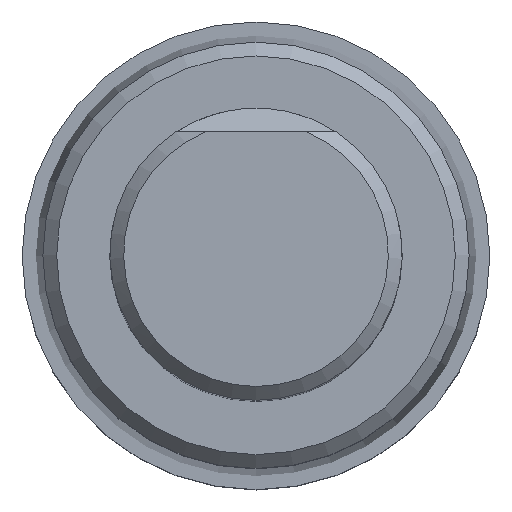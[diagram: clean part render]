
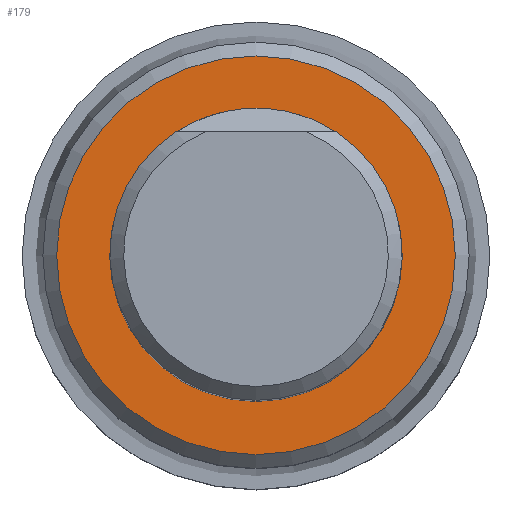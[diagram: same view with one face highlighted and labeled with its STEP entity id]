
A CAD part, top view. The second image highlights one B-rep face of the part: STEP entity #179.
In plain terms, the highlighted planar face has unit normal (0, 0, 1).
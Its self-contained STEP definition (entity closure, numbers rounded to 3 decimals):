
#124=PLANE('',#458);
#179=ADVANCED_FACE('',(#218,#219),#124,.T.);
#218=FACE_BOUND('',#251,.T.);
#219=FACE_BOUND('',#252,.T.);
#251=EDGE_LOOP('',(#304));
#252=EDGE_LOOP('',(#305));
#304=ORIENTED_EDGE('',*,*,#390,.T.);
#305=ORIENTED_EDGE('',*,*,#403,.F.);
#360=VERTEX_POINT('',#610);
#373=VERTEX_POINT('',#685);
#390=EDGE_CURVE('',#360,#360,#427,.T.);
#403=EDGE_CURVE('',#373,#373,#429,.T.);
#427=CIRCLE('',#450,15.875);
#429=CIRCLE('',#456,21.65);
#450=AXIS2_PLACEMENT_3D('',#609,#508,#509);
#456=AXIS2_PLACEMENT_3D('',#684,#524,#525);
#458=AXIS2_PLACEMENT_3D('',#687,#528,#529);
#508=DIRECTION('',(0.,0.,-1.));
#509=DIRECTION('',(0.,1.,0.));
#524=DIRECTION('',(0.,0.,-1.));
#525=DIRECTION('',(0.,1.,0.));
#528=DIRECTION('',(0.,0.,1.));
#529=DIRECTION('',(0.,-1.,0.));
#609=CARTESIAN_POINT('',(0.,0.,-73.42));
#610=CARTESIAN_POINT('',(0.,15.875,-73.42));
#684=CARTESIAN_POINT('',(0.,0.,-73.42));
#685=CARTESIAN_POINT('',(0.,21.65,-73.42));
#687=CARTESIAN_POINT('',(21.65,0.,-73.42));
